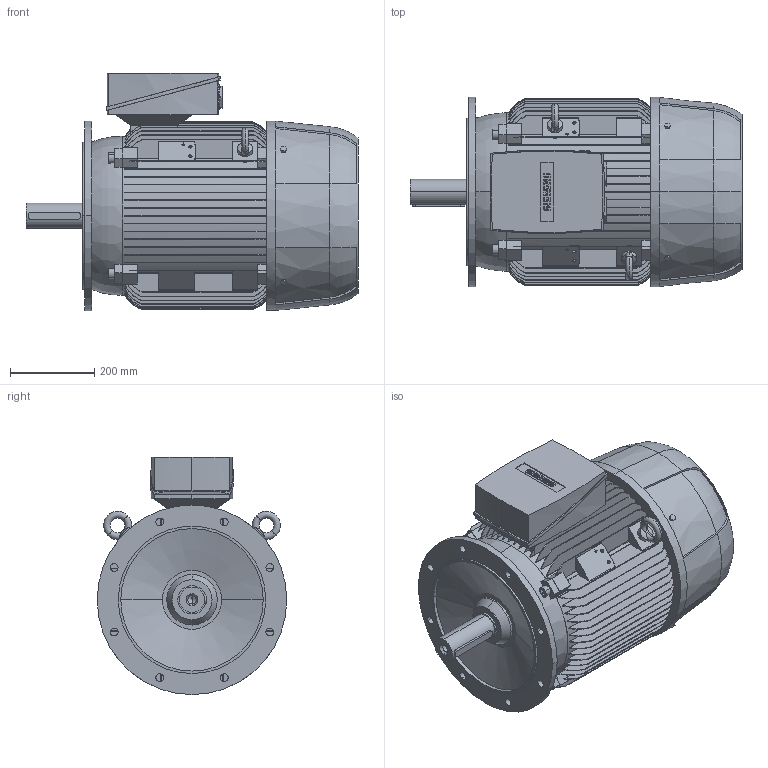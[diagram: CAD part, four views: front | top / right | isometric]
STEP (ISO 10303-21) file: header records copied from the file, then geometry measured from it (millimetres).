
FILE_DESCRIPTION(('STEP AP214'),'1');
FILE_NAME('cctmp_BB5B0F69-778B-4E66-93A9-2033AE5A18FE_2023_06_26_14_45_20_0739..stp','2023-06-26T12:45:21',('SIEMENS A&D'),('CADClick - www.CADClick.com'),'Spatial InterOp 3D',' ','unknown authorization');
FILE_SCHEMA(('AUTOMOTIVE_DESIGN'));
Length unit declared in the file: millimetre
Products named in the file (1): 1
Bounding box: 788 x 450 x 563 mm (x, y, z)
Volume: 85795548 mm3; surface area: 2835775.8 mm2
Topology: 7 solids, 9 shells, 1137 faces, 3195 edges, 2112 vertices
Faces by surface type: plane 688, cylinder 267, torus 158, cone 24
Entity records: 57580 total; most frequent: CARTESIAN_POINT 19622, ORIENTED_EDGE 6386, DIRECTION 5489, EDGE_CURVE 3193, VERTEX_POINT 2112, LINE 1913, VECTOR 1913, AXIS2_PLACEMENT_3D 1788
